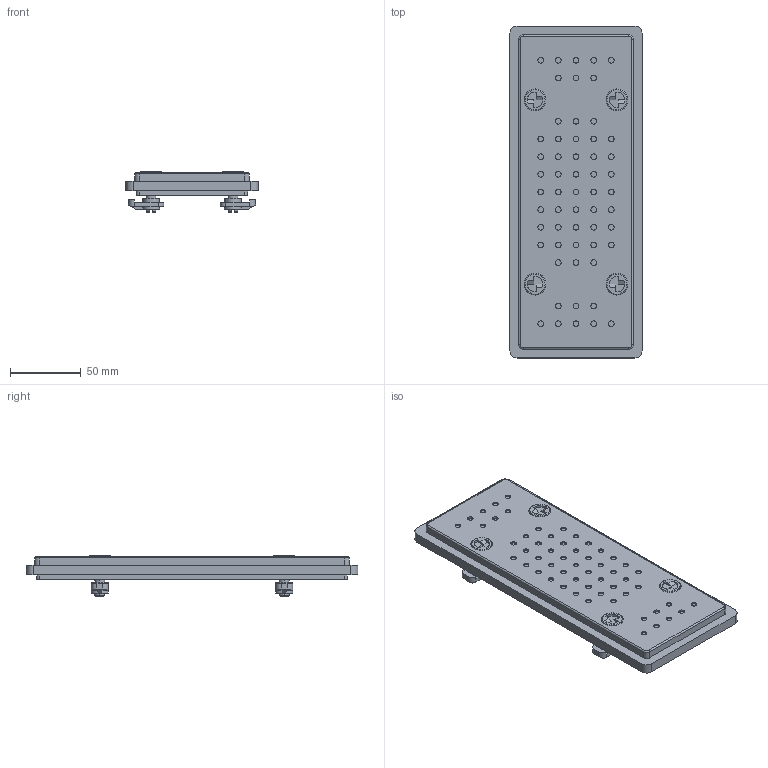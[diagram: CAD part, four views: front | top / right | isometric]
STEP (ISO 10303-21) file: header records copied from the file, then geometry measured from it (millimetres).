
FILE_DESCRIPTION (( 'STEP AP203' ), '1' );
FILE_NAME ('Ôëàíåö ìåìáðàííûé 220õ79 ìì äëÿ øêàôà IP54 EKF (plc-df-w).STEP', '2020-06-08T08:08:06', ( '' ), ( '' ), 'SwSTEP 2.0', 'SolidWorks 2019', '' );
FILE_SCHEMA (( 'CONFIG_CONTROL_DESIGN' ));
Length unit declared in the file: millimetre
Products named in the file (1): Ôëàíåö ìåìáðàííûé 220õ79 ìì äëÿ øêàôà IP54 EKF (plc-df-w)
Bounding box: 93.5 x 235 x 28.5 mm (x, y, z)
Volume: 138636.3 mm3; surface area: 74845.6 mm2
Topology: 1 solids, 1 shells, 673 faces, 1510 edges, 992 vertices
Faces by surface type: cylinder 358, plane 291, cone 12, torus 12
Entity records: 19133 total; most frequent: DIRECTION 3614, CARTESIAN_POINT 3272, ORIENTED_EDGE 3020, EDGE_CURVE 1510, AXIS2_PLACEMENT_3D 1462, VERTEX_POINT 992, EDGE_LOOP 826, CIRCLE 788
